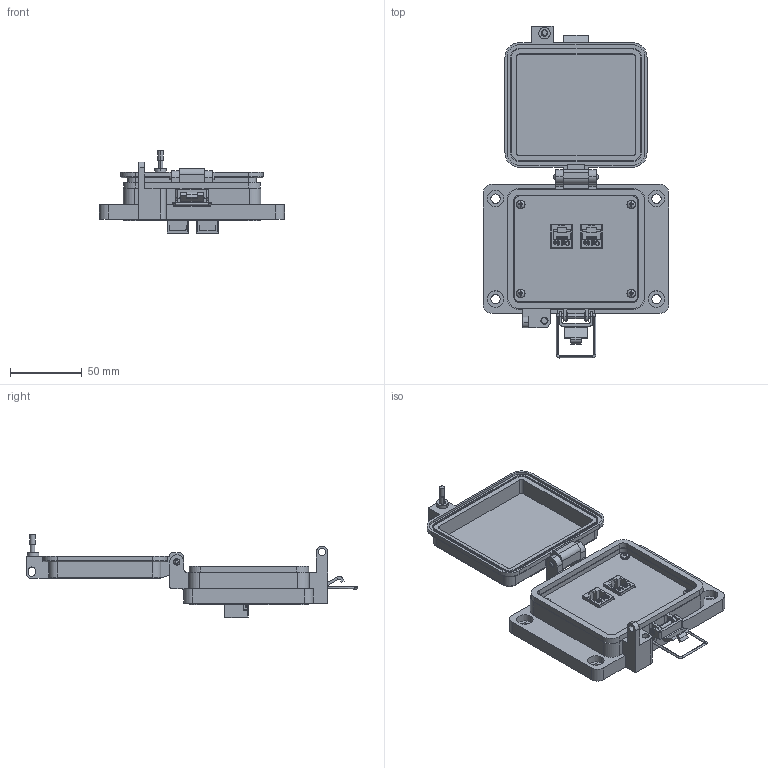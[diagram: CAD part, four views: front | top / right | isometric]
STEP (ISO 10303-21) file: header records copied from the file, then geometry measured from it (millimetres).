
FILE_DESCRIPTION (( 'STEP AP203' ), '1' );
FILE_NAME ('P-R33#2-K3RX_3D.STEP', '2021-07-20T17:55:10', ( '' ), ( '' ), 'SwSTEP 2.0', 'SolidWorks 2019', '' );
FILE_SCHEMA (( 'CONFIG_CONTROL_DESIGN' ));
Length unit declared in the file: millimetre
Products named in the file (11): Z-000-4243316TFP; P-R33#2-K3RX_3D; P-R33#2-K3RX_BP180_1; Z-H-K3_B; -K3; R33; P-R33#2-K3RX_FP060_1; Z-300-RJ45C5SH; P-R33#2-K3RX_TP060_1; 92005A124_METRIC PAN HEAD PHILLIPS MACHINE SCREW_92005A124
Assembly tree (17 placements, depth 3):
  P-R33#2-K3RX_3D
    P-R33#2-K3RX_BP180_1
    P-R33#2-K3RX_TP060_1
    Z-000-4243316TFP  x4
    P-R33#2-K3RX_FP060_1
    R33
      Z-300-RJ45C5SH
    R33
      Z-300-RJ45C5SH
    -K3
      Z-H-K3_B
    92005A124_METRIC PAN HEAD PHILLIPS MACHINE SCREW_92005A124  x4
Bounding box: 129 x 231.18 x 57.82 mm (x, y, z)
Volume: 171734.6 mm3; surface area: 109676 mm2
Topology: 23 solids, 23 shells, 2386 faces, 6686 edges, 4392 vertices
Faces by surface type: cylinder 973, plane 873, bspline 420, cone 80, torus 32, sphere 8
Entity records: 51978 total; most frequent: CARTESIAN_POINT 19398, ORIENTED_EDGE 7134, DIRECTION 5663, EDGE_CURVE 3567, VERTEX_POINT 2351, LINE 2051, VECTOR 2051, AXIS2_PLACEMENT_3D 1806
